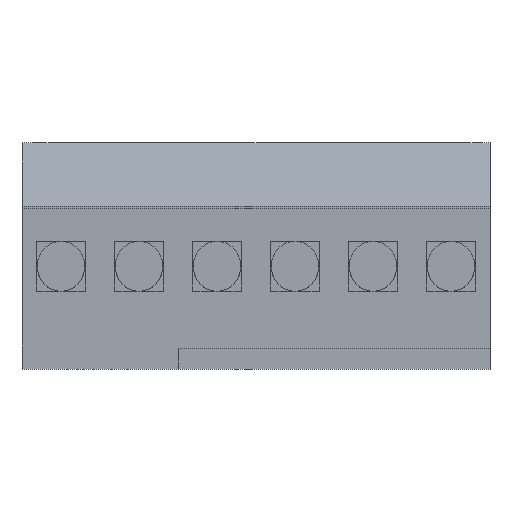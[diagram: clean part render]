
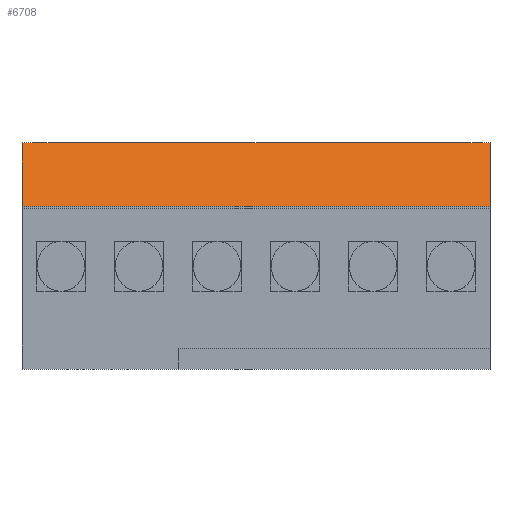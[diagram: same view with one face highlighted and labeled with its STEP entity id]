
A CAD part, front view. The second image highlights one B-rep face of the part: STEP entity #6708.
In plain terms, the highlighted planar face has unit normal (0, -0.94, 0.342).
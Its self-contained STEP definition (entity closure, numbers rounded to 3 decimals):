
#32 = PLANE('',#33);
#33 = AXIS2_PLACEMENT_3D('',#34,#35,#36);
#34 = CARTESIAN_POINT('',(-15.,-8.425,0.05));
#35 = DIRECTION('',(-1.,0.,0.));
#36 = DIRECTION('',(0.,-1.,0.));
#85 = VERTEX_POINT('',#86);
#86 = CARTESIAN_POINT('',(-15.,-7.147,14.55));
#100 = PLANE('',#101);
#101 = AXIS2_PLACEMENT_3D('',#102,#103,#104);
#102 = CARTESIAN_POINT('',(-10.,-7.147,14.55));
#103 = DIRECTION('',(0.,0.,1.));
#104 = DIRECTION('',(0.,1.,0.));
#112 = EDGE_CURVE('',#113,#85,#115,.T.);
#113 = VERTEX_POINT('',#114);
#114 = CARTESIAN_POINT('',(-15.,-8.625,10.49));
#115 = SURFACE_CURVE('',#116,(#120,#127),.PCURVE_S1.);
#116 = LINE('',#117,#118);
#117 = CARTESIAN_POINT('',(-15.,-8.625,10.49));
#118 = VECTOR('',#119,1.);
#119 = DIRECTION('',(0.,0.342,0.94));
#120 = PCURVE('',#32,#121);
#121 = DEFINITIONAL_REPRESENTATION('',(#122),#126);
#122 = LINE('',#123,#124);
#123 = CARTESIAN_POINT('',(0.2,10.44));
#124 = VECTOR('',#125,1.);
#125 = DIRECTION('',(-0.342,0.94));
#126 = ( GEOMETRIC_REPRESENTATION_CONTEXT(2) 
PARAMETRIC_REPRESENTATION_CONTEXT() REPRESENTATION_CONTEXT('2D SPACE',''
  ) );
#127 = PCURVE('',#128,#133);
#128 = PLANE('',#129);
#129 = AXIS2_PLACEMENT_3D('',#130,#131,#132);
#130 = CARTESIAN_POINT('',(-10.,-8.625,10.49));
#131 = DIRECTION('',(0.,-0.94,0.342));
#132 = DIRECTION('',(0.,0.342,0.94));
#133 = DEFINITIONAL_REPRESENTATION('',(#134),#138);
#134 = LINE('',#135,#136);
#135 = CARTESIAN_POINT('',(0.,5.));
#136 = VECTOR('',#137,1.);
#137 = DIRECTION('',(1.,0.));
#138 = ( GEOMETRIC_REPRESENTATION_CONTEXT(2) 
PARAMETRIC_REPRESENTATION_CONTEXT() REPRESENTATION_CONTEXT('2D SPACE',''
  ) );
#156 = PLANE('',#157);
#157 = AXIS2_PLACEMENT_3D('',#158,#159,#160);
#158 = CARTESIAN_POINT('',(-10.,-8.625,10.35));
#159 = DIRECTION('',(0.,-1.,0.));
#160 = DIRECTION('',(0.,0.,1.));
#764 = PLANE('',#765);
#765 = AXIS2_PLACEMENT_3D('',#766,#767,#768);
#766 = CARTESIAN_POINT('',(15.,-8.425,0.05));
#767 = DIRECTION('',(-1.,0.,0.));
#768 = DIRECTION('',(0.,-1.,0.));
#6663 = EDGE_CURVE('',#6664,#113,#6666,.T.);
#6664 = VERTEX_POINT('',#6665);
#6665 = CARTESIAN_POINT('',(15.,-8.625,10.49));
#6666 = SURFACE_CURVE('',#6667,(#6671,#6678),.PCURVE_S1.);
#6667 = LINE('',#6668,#6669);
#6668 = CARTESIAN_POINT('',(15.,-8.625,10.49));
#6669 = VECTOR('',#6670,1.);
#6670 = DIRECTION('',(-1.,0.,0.));
#6671 = PCURVE('',#156,#6672);
#6672 = DEFINITIONAL_REPRESENTATION('',(#6673),#6677);
#6673 = LINE('',#6674,#6675);
#6674 = CARTESIAN_POINT('',(0.14,-25.));
#6675 = VECTOR('',#6676,1.);
#6676 = DIRECTION('',(0.,1.));
#6677 = ( GEOMETRIC_REPRESENTATION_CONTEXT(2) 
PARAMETRIC_REPRESENTATION_CONTEXT() REPRESENTATION_CONTEXT('2D SPACE',''
  ) );
#6678 = PCURVE('',#128,#6679);
#6679 = DEFINITIONAL_REPRESENTATION('',(#6680),#6684);
#6680 = LINE('',#6681,#6682);
#6681 = CARTESIAN_POINT('',(0.,-25.));
#6682 = VECTOR('',#6683,1.);
#6683 = DIRECTION('',(0.,1.));
#6684 = ( GEOMETRIC_REPRESENTATION_CONTEXT(2) 
PARAMETRIC_REPRESENTATION_CONTEXT() REPRESENTATION_CONTEXT('2D SPACE',''
  ) );
#6708 = ADVANCED_FACE('',(#6709),#128,.T.);
#6709 = FACE_BOUND('',#6710,.F.);
#6710 = EDGE_LOOP('',(#6711,#6734,#6755,#6756));
#6711 = ORIENTED_EDGE('',*,*,#6712,.F.);
#6712 = EDGE_CURVE('',#6713,#85,#6715,.T.);
#6713 = VERTEX_POINT('',#6714);
#6714 = CARTESIAN_POINT('',(15.,-7.147,14.55));
#6715 = SURFACE_CURVE('',#6716,(#6720,#6727),.PCURVE_S1.);
#6716 = LINE('',#6717,#6718);
#6717 = CARTESIAN_POINT('',(15.,-7.147,14.55));
#6718 = VECTOR('',#6719,1.);
#6719 = DIRECTION('',(-1.,0.,0.));
#6720 = PCURVE('',#128,#6721);
#6721 = DEFINITIONAL_REPRESENTATION('',(#6722),#6726);
#6722 = LINE('',#6723,#6724);
#6723 = CARTESIAN_POINT('',(4.321,-25.));
#6724 = VECTOR('',#6725,1.);
#6725 = DIRECTION('',(0.,1.));
#6726 = ( GEOMETRIC_REPRESENTATION_CONTEXT(2) 
PARAMETRIC_REPRESENTATION_CONTEXT() REPRESENTATION_CONTEXT('2D SPACE',''
  ) );
#6727 = PCURVE('',#100,#6728);
#6728 = DEFINITIONAL_REPRESENTATION('',(#6729),#6733);
#6729 = LINE('',#6730,#6731);
#6730 = CARTESIAN_POINT('',(0.,-25.));
#6731 = VECTOR('',#6732,1.);
#6732 = DIRECTION('',(0.,1.));
#6733 = ( GEOMETRIC_REPRESENTATION_CONTEXT(2) 
PARAMETRIC_REPRESENTATION_CONTEXT() REPRESENTATION_CONTEXT('2D SPACE',''
  ) );
#6734 = ORIENTED_EDGE('',*,*,#6735,.F.);
#6735 = EDGE_CURVE('',#6664,#6713,#6736,.T.);
#6736 = SURFACE_CURVE('',#6737,(#6741,#6748),.PCURVE_S1.);
#6737 = LINE('',#6738,#6739);
#6738 = CARTESIAN_POINT('',(15.,-8.625,10.49));
#6739 = VECTOR('',#6740,1.);
#6740 = DIRECTION('',(0.,0.342,0.94));
#6741 = PCURVE('',#128,#6742);
#6742 = DEFINITIONAL_REPRESENTATION('',(#6743),#6747);
#6743 = LINE('',#6744,#6745);
#6744 = CARTESIAN_POINT('',(0.,-25.));
#6745 = VECTOR('',#6746,1.);
#6746 = DIRECTION('',(1.,0.));
#6747 = ( GEOMETRIC_REPRESENTATION_CONTEXT(2) 
PARAMETRIC_REPRESENTATION_CONTEXT() REPRESENTATION_CONTEXT('2D SPACE',''
  ) );
#6748 = PCURVE('',#764,#6749);
#6749 = DEFINITIONAL_REPRESENTATION('',(#6750),#6754);
#6750 = LINE('',#6751,#6752);
#6751 = CARTESIAN_POINT('',(0.2,10.44));
#6752 = VECTOR('',#6753,1.);
#6753 = DIRECTION('',(-0.342,0.94));
#6754 = ( GEOMETRIC_REPRESENTATION_CONTEXT(2) 
PARAMETRIC_REPRESENTATION_CONTEXT() REPRESENTATION_CONTEXT('2D SPACE',''
  ) );
#6755 = ORIENTED_EDGE('',*,*,#6663,.T.);
#6756 = ORIENTED_EDGE('',*,*,#112,.T.);
